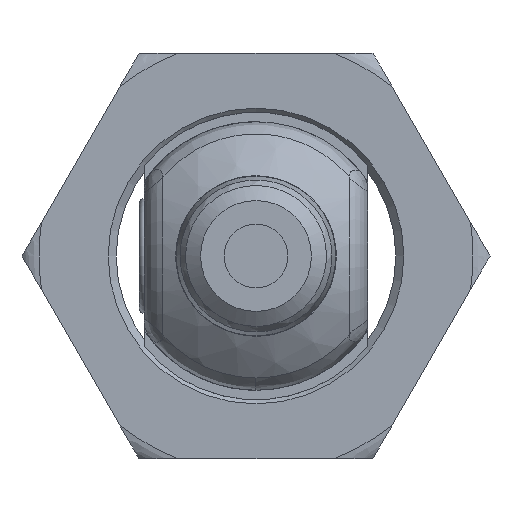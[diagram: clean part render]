
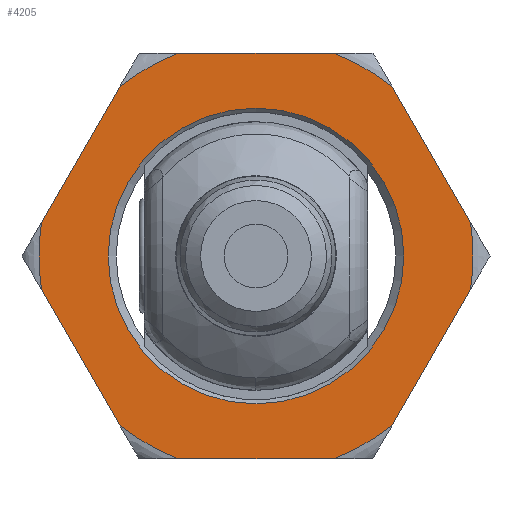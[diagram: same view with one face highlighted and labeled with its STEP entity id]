
A CAD part, left-side view. The second image highlights one B-rep face of the part: STEP entity #4205.
In plain terms, the highlighted planar face has unit normal (-1, 0, 0).
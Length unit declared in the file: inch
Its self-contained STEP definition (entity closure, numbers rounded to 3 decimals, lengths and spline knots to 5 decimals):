
#76 = DIRECTION ( 'NONE',  ( 0., 0., 1. ) ) ;
#163 = CIRCLE ( 'NONE', #712, 0.53501 ) ;
#167 = AXIS2_PLACEMENT_3D ( 'NONE', #5841, #1712, #2702 ) ;
#180 = CARTESIAN_POINT ( 'NONE',  ( 0.23447, 0., 0.49921 ) ) ;
#206 = DIRECTION ( 'NONE',  ( 0., -1., 0. ) ) ;
#537 = ORIENTED_EDGE ( 'NONE', *, *, #3612, .T. ) ;
#712 = AXIS2_PLACEMENT_3D ( 'NONE', #3398, #4345, #2773 ) ;
#762 = VERTEX_POINT ( 'NONE', #4144 ) ;
#803 = VERTEX_POINT ( 'NONE', #5338 ) ;
#845 = CARTESIAN_POINT ( 'NONE',  ( 0.23447, 0.43233, 0.24961 ) ) ;
#854 = VERTEX_POINT ( 'NONE', #5535 ) ;
#944 = AXIS2_PLACEMENT_3D ( 'NONE', #2684, #4812, #76 ) ;
#1069 = EDGE_LOOP ( 'NONE', ( #2073, #4214, #6849, #5554, #5504, #1440, #1966, #2984, #3991, #537, #5160, #3163 ) ) ;
#1243 = LINE ( 'NONE', #180, #6477 ) ;
#1287 = DIRECTION ( 'NONE',  ( -1., 0., 0. ) ) ;
#1347 = DIRECTION ( 'NONE',  ( 0., -0.5, 0.866 ) ) ;
#1352 = CARTESIAN_POINT ( 'NONE',  ( 0.23447, -0.52854, -0.08297 ) ) ;
#1440 = ORIENTED_EDGE ( 'NONE', *, *, #3605, .T. ) ;
#1712 = DIRECTION ( 'NONE',  ( -1., 0., 0. ) ) ;
#1718 = VECTOR ( 'NONE', #6557, 39.37008 ) ;
#1741 = FACE_BOUND ( 'NONE', #3627, .T. ) ;
#1839 = DIRECTION ( 'NONE',  ( 1., 0., 0. ) ) ;
#1966 = ORIENTED_EDGE ( 'NONE', *, *, #4806, .T. ) ;
#2026 = CIRCLE ( 'NONE', #167, 0.53501 ) ;
#2036 = CIRCLE ( 'NONE', #944, 0.53501 ) ;
#2073 = ORIENTED_EDGE ( 'NONE', *, *, #4618, .T. ) ;
#2122 = LINE ( 'NONE', #4246, #4667 ) ;
#2141 = AXIS2_PLACEMENT_3D ( 'NONE', #3256, #4868, #5308 ) ;
#2246 = EDGE_CURVE ( 'NONE', #6829, #762, #2122, .T. ) ;
#2248 = VERTEX_POINT ( 'NONE', #6366 ) ;
#2400 = EDGE_CURVE ( 'NONE', #4884, #6627, #4507, .T. ) ;
#2480 = AXIS2_PLACEMENT_3D ( 'NONE', #5977, #1839, #3919 ) ;
#2536 = CARTESIAN_POINT ( 'NONE',  ( 0.23447, 0., -0.36417 ) ) ;
#2574 = CIRCLE ( 'NONE', #2141, 0.53501 ) ;
#2684 = CARTESIAN_POINT ( 'NONE',  ( 0.23447, 0., 0. ) ) ;
#2702 = DIRECTION ( 'NONE',  ( 0., 0., 1. ) ) ;
#2773 = DIRECTION ( 'NONE',  ( 0., 0., 1. ) ) ;
#2851 = LINE ( 'NONE', #4941, #6364 ) ;
#2869 = DIRECTION ( 'NONE',  ( 0., 0., 1. ) ) ;
#2967 = VERTEX_POINT ( 'NONE', #3896 ) ;
#2984 = ORIENTED_EDGE ( 'NONE', *, *, #4515, .T. ) ;
#3157 = DIRECTION ( 'NONE',  ( 0., -0.5, -0.866 ) ) ;
#3163 = ORIENTED_EDGE ( 'NONE', *, *, #3180, .T. ) ;
#3180 = EDGE_CURVE ( 'NONE', #5980, #5603, #163, .T. ) ;
#3224 = VERTEX_POINT ( 'NONE', #2536 ) ;
#3256 = CARTESIAN_POINT ( 'NONE',  ( 0.23447, 0., 0. ) ) ;
#3398 = CARTESIAN_POINT ( 'NONE',  ( 0.23447, 0., 0. ) ) ;
#3424 = PLANE ( 'NONE',  #2480 ) ;
#3474 = VECTOR ( 'NONE', #5085, 39.37008 ) ;
#3574 = VECTOR ( 'NONE', #1347, 39.37008 ) ;
#3605 = EDGE_CURVE ( 'NONE', #762, #3642, #2574, .T. ) ;
#3612 = EDGE_CURVE ( 'NONE', #6627, #803, #2026, .T. ) ;
#3627 = EDGE_LOOP ( 'NONE', ( #6745 ) ) ;
#3629 = EDGE_CURVE ( 'NONE', #3224, #3224, #5362, .T. ) ;
#3642 = VERTEX_POINT ( 'NONE', #6396 ) ;
#3827 = AXIS2_PLACEMENT_3D ( 'NONE', #4625, #4525, #6756 ) ;
#3841 = DIRECTION ( 'NONE',  ( 0., 1., 0. ) ) ;
#3896 = CARTESIAN_POINT ( 'NONE',  ( 0.23447, 0.19241, 0.49921 ) ) ;
#3919 = DIRECTION ( 'NONE',  ( 0., 0., 1. ) ) ;
#3991 = ORIENTED_EDGE ( 'NONE', *, *, #2400, .T. ) ;
#4017 = LINE ( 'NONE', #6141, #3474 ) ;
#4053 = CIRCLE ( 'NONE', #3827, 0.53501 ) ;
#4144 = CARTESIAN_POINT ( 'NONE',  ( 0.23447, 0.33612, -0.41624 ) ) ;
#4205 = ADVANCED_FACE ( 'NONE', ( #1741, #4404 ), #3424, .F. ) ;
#4214 = ORIENTED_EDGE ( 'NONE', *, *, #5288, .T. ) ;
#4246 = CARTESIAN_POINT ( 'NONE',  ( 0.23447, 0.43233, -0.24961 ) ) ;
#4263 = CIRCLE ( 'NONE', #5034, 0.53501 ) ;
#4298 = VERTEX_POINT ( 'NONE', #5624 ) ;
#4345 = DIRECTION ( 'NONE',  ( -1., 0., 0. ) ) ;
#4373 = EDGE_CURVE ( 'NONE', #803, #5980, #4017, .T. ) ;
#4404 = FACE_OUTER_BOUND ( 'NONE', #1069, .T. ) ;
#4507 = LINE ( 'NONE', #5447, #3574 ) ;
#4515 = EDGE_CURVE ( 'NONE', #4298, #4884, #2036, .T. ) ;
#4525 = DIRECTION ( 'NONE',  ( -1., 0., 0. ) ) ;
#4618 = EDGE_CURVE ( 'NONE', #5603, #2967, #1243, .T. ) ;
#4625 = CARTESIAN_POINT ( 'NONE',  ( 0.23447, 0., 0. ) ) ;
#4667 = VECTOR ( 'NONE', #3157, 39.37008 ) ;
#4806 = EDGE_CURVE ( 'NONE', #3642, #4298, #2851, .T. ) ;
#4812 = DIRECTION ( 'NONE',  ( -1., 0., 0. ) ) ;
#4842 = CARTESIAN_POINT ( 'NONE',  ( 0.23447, -0.33612, -0.41624 ) ) ;
#4868 = DIRECTION ( 'NONE',  ( -1., 0., 0. ) ) ;
#4884 = VERTEX_POINT ( 'NONE', #4842 ) ;
#4941 = CARTESIAN_POINT ( 'NONE',  ( 0.23447, 0., -0.49921 ) ) ;
#5022 = LINE ( 'NONE', #845, #1718 ) ;
#5034 = AXIS2_PLACEMENT_3D ( 'NONE', #6044, #1287, #2869 ) ;
#5071 = CARTESIAN_POINT ( 'NONE',  ( 0.23447, -0.33612, 0.41624 ) ) ;
#5085 = DIRECTION ( 'NONE',  ( 0., 0.5, 0.866 ) ) ;
#5160 = ORIENTED_EDGE ( 'NONE', *, *, #4373, .T. ) ;
#5254 = EDGE_CURVE ( 'NONE', #2248, #854, #5022, .T. ) ;
#5277 = CARTESIAN_POINT ( 'NONE',  ( 0.23447, 0., 0. ) ) ;
#5288 = EDGE_CURVE ( 'NONE', #2967, #2248, #4263, .T. ) ;
#5308 = DIRECTION ( 'NONE',  ( 0., 0., 1. ) ) ;
#5338 = CARTESIAN_POINT ( 'NONE',  ( 0.23447, -0.52854, 0.08297 ) ) ;
#5362 = CIRCLE ( 'NONE', #6467, 0.36417 ) ;
#5389 = DIRECTION ( 'NONE',  ( 0., 0., -1. ) ) ;
#5447 = CARTESIAN_POINT ( 'NONE',  ( 0.23447, -0.43233, -0.24961 ) ) ;
#5504 = ORIENTED_EDGE ( 'NONE', *, *, #2246, .T. ) ;
#5535 = CARTESIAN_POINT ( 'NONE',  ( 0.23447, 0.52854, 0.08297 ) ) ;
#5554 = ORIENTED_EDGE ( 'NONE', *, *, #6792, .T. ) ;
#5603 = VERTEX_POINT ( 'NONE', #5647 ) ;
#5624 = CARTESIAN_POINT ( 'NONE',  ( 0.23447, -0.19241, -0.49921 ) ) ;
#5647 = CARTESIAN_POINT ( 'NONE',  ( 0.23447, -0.19241, 0.49921 ) ) ;
#5841 = CARTESIAN_POINT ( 'NONE',  ( 0.23447, 0., 0. ) ) ;
#5949 = DIRECTION ( 'NONE',  ( 1., 0., 0. ) ) ;
#5977 = CARTESIAN_POINT ( 'NONE',  ( 0.23447, 0., 0. ) ) ;
#5980 = VERTEX_POINT ( 'NONE', #5071 ) ;
#6044 = CARTESIAN_POINT ( 'NONE',  ( 0.23447, 0., 0. ) ) ;
#6141 = CARTESIAN_POINT ( 'NONE',  ( 0.23447, -0.43233, 0.24961 ) ) ;
#6360 = CARTESIAN_POINT ( 'NONE',  ( 0.23447, 0.52854, -0.08297 ) ) ;
#6364 = VECTOR ( 'NONE', #206, 39.37008 ) ;
#6366 = CARTESIAN_POINT ( 'NONE',  ( 0.23447, 0.33612, 0.41624 ) ) ;
#6396 = CARTESIAN_POINT ( 'NONE',  ( 0.23447, 0.19241, -0.49921 ) ) ;
#6467 = AXIS2_PLACEMENT_3D ( 'NONE', #5277, #5949, #5389 ) ;
#6477 = VECTOR ( 'NONE', #3841, 39.37008 ) ;
#6557 = DIRECTION ( 'NONE',  ( 0., 0.5, -0.866 ) ) ;
#6627 = VERTEX_POINT ( 'NONE', #1352 ) ;
#6745 = ORIENTED_EDGE ( 'NONE', *, *, #3629, .T. ) ;
#6756 = DIRECTION ( 'NONE',  ( 0., 0., 1. ) ) ;
#6792 = EDGE_CURVE ( 'NONE', #854, #6829, #4053, .T. ) ;
#6829 = VERTEX_POINT ( 'NONE', #6360 ) ;
#6849 = ORIENTED_EDGE ( 'NONE', *, *, #5254, .T. ) ;
